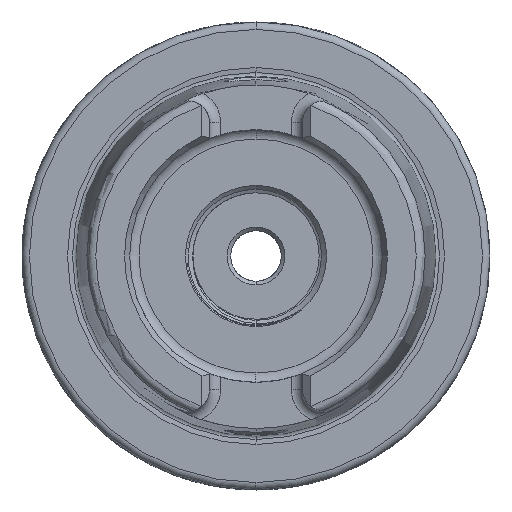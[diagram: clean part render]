
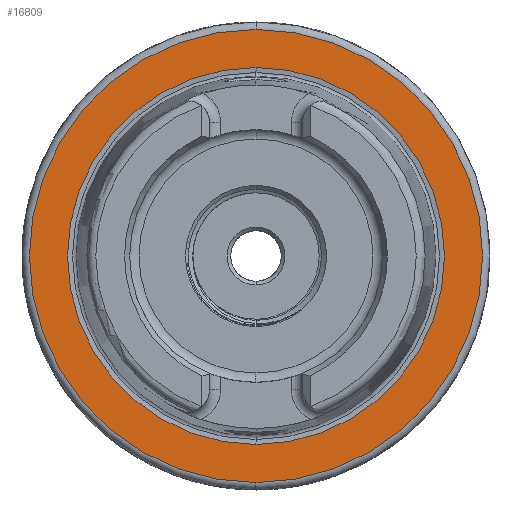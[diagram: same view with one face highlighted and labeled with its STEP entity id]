
A CAD part, left-side view. The second image highlights one B-rep face of the part: STEP entity #16809.
In plain terms, the highlighted planar face has unit normal (-1, 0, 0).
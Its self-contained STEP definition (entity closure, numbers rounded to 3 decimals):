
#113 = EDGE_CURVE ( 'NONE', #15859, #15858, #16940, .T. ) ;
#124 = EDGE_CURVE ( 'NONE', #15855, #15854, #16946, .T. ) ;
#190 = AXIS2_PLACEMENT_3D ( 'NONE', #18447, #18451, #18452 ) ;
#203 = AXIS2_PLACEMENT_3D ( 'NONE', #18483, #18484, #18485 ) ;
#633 = CIRCLE ( 'NONE', #2215, 25.369 ) ;
#634 = CIRCLE ( 'NONE', #2216, 30.5 ) ;
#2215 = AXIS2_PLACEMENT_3D ( 'NONE', #8573, #8574, #8575 ) ;
#2216 = AXIS2_PLACEMENT_3D ( 'NONE', #8576, #8577, #8578 ) ;
#8573 = CARTESIAN_POINT ( 'NONE',  ( 0., 0., 0. ) ) ;
#8574 = DIRECTION ( 'NONE',  ( 1., 0., 0. ) ) ;
#8575 = DIRECTION ( 'NONE',  ( 0., 0., -1. ) ) ;
#8576 = CARTESIAN_POINT ( 'NONE',  ( 0., 0., 0. ) ) ;
#8577 = DIRECTION ( 'NONE',  ( -1., 0., 0. ) ) ;
#8578 = DIRECTION ( 'NONE',  ( 0., 0., 1. ) ) ;
#8628 = CARTESIAN_POINT ( 'NONE',  ( 0., 0., -30.5 ) ) ;
#8629 = CARTESIAN_POINT ( 'NONE',  ( 0., 0., 30.5 ) ) ;
#8632 = CARTESIAN_POINT ( 'NONE',  ( 0., 0., -25.369 ) ) ;
#8633 = CARTESIAN_POINT ( 'NONE',  ( 0., 0., 25.369 ) ) ;
#11991 = FACE_OUTER_BOUND ( 'NONE', #17586, .T. ) ;
#11994 = FACE_BOUND ( 'NONE', #17585, .T. ) ;
#11996 = AXIS2_PLACEMENT_3D ( 'NONE', #13587, #13588, #13589 ) ;
#13586 = PLANE ( 'NONE',  #11996 ) ;
#13587 = CARTESIAN_POINT ( 'NONE',  ( 0., 25.369, 0. ) ) ;
#13588 = DIRECTION ( 'NONE',  ( -1., 0., 0. ) ) ;
#13589 = DIRECTION ( 'NONE',  ( 0., 0., 1. ) ) ;
#15320 = EDGE_CURVE ( 'NONE', #15858, #15859, #633, .T. ) ;
#15321 = EDGE_CURVE ( 'NONE', #15854, #15855, #634, .T. ) ;
#15854 = VERTEX_POINT ( 'NONE', #8628 ) ;
#15855 = VERTEX_POINT ( 'NONE', #8629 ) ;
#15858 = VERTEX_POINT ( 'NONE', #8632 ) ;
#15859 = VERTEX_POINT ( 'NONE', #8633 ) ;
#16338 = ORIENTED_EDGE ( 'NONE', *, *, #124, .T. ) ;
#16339 = ORIENTED_EDGE ( 'NONE', *, *, #15321, .T. ) ;
#16340 = ORIENTED_EDGE ( 'NONE', *, *, #15320, .T. ) ;
#16341 = ORIENTED_EDGE ( 'NONE', *, *, #113, .T. ) ;
#16809 = ADVANCED_FACE ( 'NONE', ( #11991, #11994 ), #13586, .T. ) ;
#16940 = CIRCLE ( 'NONE', #190, 25.369 ) ;
#16946 = CIRCLE ( 'NONE', #203, 30.5 ) ;
#17585 = EDGE_LOOP ( 'NONE', ( #16341, #16340 ) ) ;
#17586 = EDGE_LOOP ( 'NONE', ( #16338, #16339 ) ) ;
#18447 = CARTESIAN_POINT ( 'NONE',  ( 0., 0., 0. ) ) ;
#18451 = DIRECTION ( 'NONE',  ( 1., 0., 0. ) ) ;
#18452 = DIRECTION ( 'NONE',  ( 0., 0., -1. ) ) ;
#18483 = CARTESIAN_POINT ( 'NONE',  ( 0., 0., 0. ) ) ;
#18484 = DIRECTION ( 'NONE',  ( -1., 0., 0. ) ) ;
#18485 = DIRECTION ( 'NONE',  ( 0., 0., 1. ) ) ;
